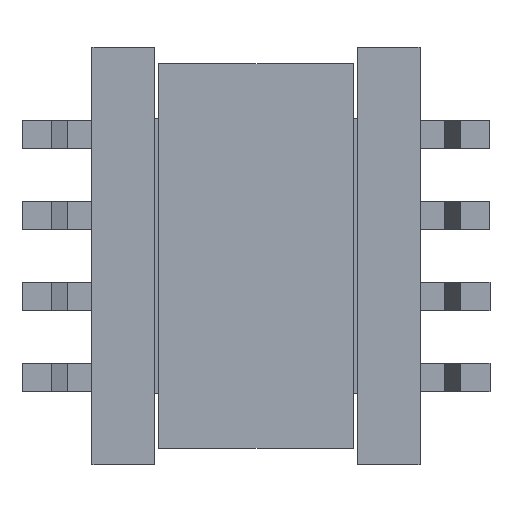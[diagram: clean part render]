
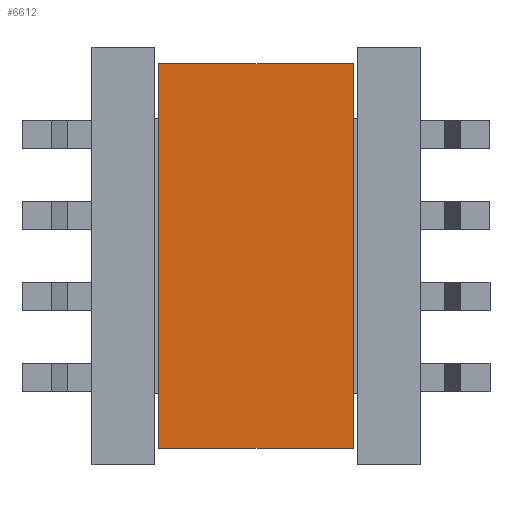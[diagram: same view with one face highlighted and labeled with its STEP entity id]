
A CAD part, front view. The second image highlights one B-rep face of the part: STEP entity #6612.
In plain terms, the highlighted planar face has unit normal (0, -1, 0).
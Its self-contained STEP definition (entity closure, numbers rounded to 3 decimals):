
#160 = CARTESIAN_POINT ( 'NONE',  ( -2.4, 0.15, 4.75 ) ) ;
#469 = LINE ( 'NONE', #1137, #1341 ) ;
#833 = VERTEX_POINT ( 'NONE', #8259 ) ;
#981 = CARTESIAN_POINT ( 'NONE',  ( -2.4, 0.15, -4.75 ) ) ;
#1020 = DIRECTION ( 'NONE',  ( 0., 0., -1. ) ) ;
#1046 = VECTOR ( 'NONE', #3076, 1000. ) ;
#1137 = CARTESIAN_POINT ( 'NONE',  ( 2.4, 0.15, 4.75 ) ) ;
#1341 = VECTOR ( 'NONE', #3542, 1000. ) ;
#2282 = VERTEX_POINT ( 'NONE', #5478 ) ;
#2374 = VECTOR ( 'NONE', #1020, 1000. ) ;
#2555 = DIRECTION ( 'NONE',  ( 0., 0., -1. ) ) ;
#2612 = ORIENTED_EDGE ( 'NONE', *, *, #9790, .T. ) ;
#3076 = DIRECTION ( 'NONE',  ( 0., 0., 1. ) ) ;
#3175 = CARTESIAN_POINT ( 'NONE',  ( 2.4, 0.15, 4.75 ) ) ;
#3343 = FACE_OUTER_BOUND ( 'NONE', #5075, .T. ) ;
#3444 = DIRECTION ( 'NONE',  ( 0., -1., 0. ) ) ;
#3495 = CARTESIAN_POINT ( 'NONE',  ( 2.4, 0.15, 4.75 ) ) ;
#3542 = DIRECTION ( 'NONE',  ( -1., 0., 0. ) ) ;
#3650 = LINE ( 'NONE', #6724, #8470 ) ;
#4468 = CARTESIAN_POINT ( 'NONE',  ( 2.4, 0.15, -4.75 ) ) ;
#5075 = EDGE_LOOP ( 'NONE', ( #7236, #2612, #6639, #6571 ) ) ;
#5478 = CARTESIAN_POINT ( 'NONE',  ( -2.4, 0.15, 4.75 ) ) ;
#5971 = EDGE_CURVE ( 'NONE', #833, #2282, #469, .T. ) ;
#6571 = ORIENTED_EDGE ( 'NONE', *, *, #7209, .T. ) ;
#6612 = ADVANCED_FACE ( 'NONE', ( #3343 ), #8822, .T. ) ;
#6639 = ORIENTED_EDGE ( 'NONE', *, *, #5971, .T. ) ;
#6724 = CARTESIAN_POINT ( 'NONE',  ( 2.4, 0.15, -4.75 ) ) ;
#6783 = DIRECTION ( 'NONE',  ( 1., 0., 0. ) ) ;
#7209 = EDGE_CURVE ( 'NONE', #2282, #8731, #7971, .T. ) ;
#7236 = ORIENTED_EDGE ( 'NONE', *, *, #9999, .T. ) ;
#7971 = LINE ( 'NONE', #160, #2374 ) ;
#8259 = CARTESIAN_POINT ( 'NONE',  ( 2.4, 0.15, 4.75 ) ) ;
#8441 = AXIS2_PLACEMENT_3D ( 'NONE', #3495, #3444, #2555 ) ;
#8470 = VECTOR ( 'NONE', #6783, 1000. ) ;
#8731 = VERTEX_POINT ( 'NONE', #981 ) ;
#8822 = PLANE ( 'NONE',  #8441 ) ;
#9461 = VERTEX_POINT ( 'NONE', #4468 ) ;
#9790 = EDGE_CURVE ( 'NONE', #9461, #833, #10065, .T. ) ;
#9999 = EDGE_CURVE ( 'NONE', #8731, #9461, #3650, .T. ) ;
#10065 = LINE ( 'NONE', #3175, #1046 ) ;
